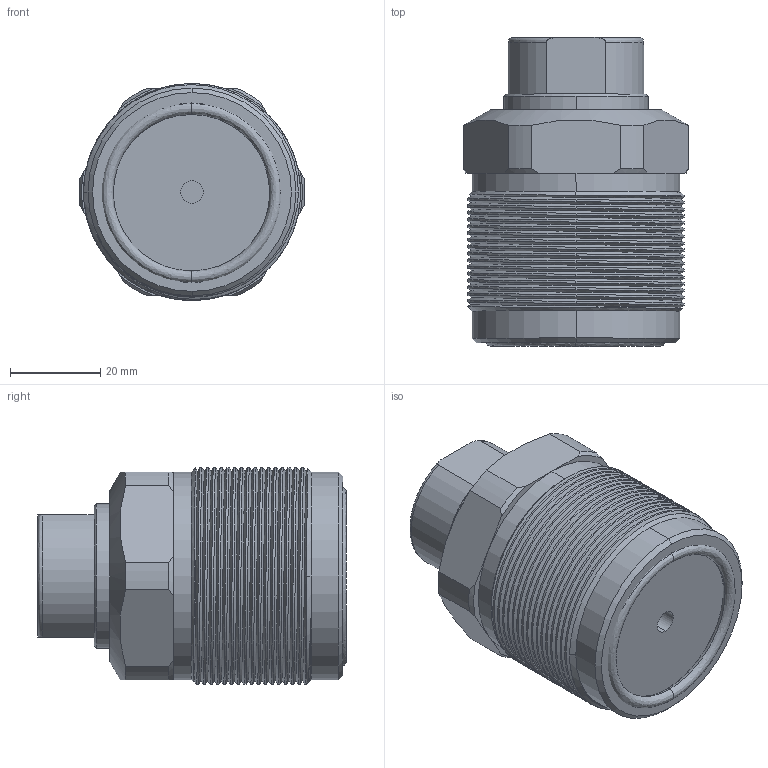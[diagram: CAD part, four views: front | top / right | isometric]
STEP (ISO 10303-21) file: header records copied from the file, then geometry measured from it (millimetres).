
FILE_DESCRIPTION (( 'STEP AP214' ), '1' );
FILE_NAME ('CTC-P048A-10.STEP', '2020-11-11T09:27:50', ( 'PC' ), ( '' ), 'SwSTEP 2.0', 'SolidWorks 2016', '' );
FILE_SCHEMA (( 'AUTOMOTIVE_DESIGN' ));
Length unit declared in the file: millimetre
Products named in the file (3): CTC-P048A-10; AS568-126
Assembly tree (2 placements, depth 2):
  CTC-P048A-10
    AS568-126
    CTC-P048A-10
Bounding box: 49.96 x 68.31 x 48 mm (x, y, z)
Volume: 96920.5 mm3; surface area: 16999.4 mm2
Topology: 2 solids, 2 shells, 99 faces, 260 edges, 167 vertices
Faces by surface type: cylinder 54, plane 20, cone 16, bspline 9
Entity records: 6847 total; most frequent: CARTESIAN_POINT 4551, ORIENTED_EDGE 516, DIRECTION 415, EDGE_CURVE 258, VERTEX_POINT 167, AXIS2_PLACEMENT_3D 164, EDGE_LOOP 105, FACE_OUTER_BOUND 99
